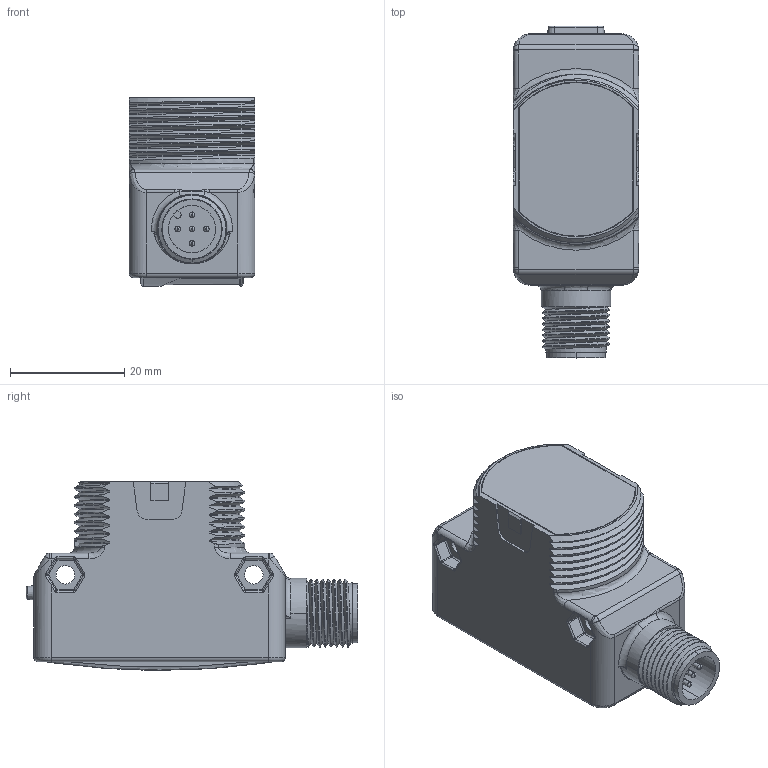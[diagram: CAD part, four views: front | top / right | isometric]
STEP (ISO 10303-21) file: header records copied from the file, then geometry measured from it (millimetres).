
FILE_DESCRIPTION((''),'2;1');
FILE_NAME('140585_SW','2008-06-02T',('banengservice'),('BANNER ENGINEERING'),'PRO/ENGINEER BY PARAMETRIC TECHNOLOGY CORPORATION, 2006170','PRO/ENGINEER BY PARAMETRIC TECHNOLOGY CORPORATION, 2006170','');
FILE_SCHEMA(('CONFIG_CONTROL_DESIGN'));
Length unit declared in the file: inch
Products named in the file (1): 140585_SW
Bounding box: 22 x 58.13 x 33 mm (x, y, z)
Volume: 26003.4 mm3; surface area: 8685.9 mm2
Topology: 1 solids, 1 shells, 484 faces, 1167 edges, 691 vertices
Faces by surface type: cylinder 200, plane 100, bspline 98, torus 47, sphere 32, cone 7
Entity records: 21926 total; most frequent: CARTESIAN_POINT 11336, ORIENTED_EDGE 2330, DIRECTION 2023, EDGE_CURVE 1165, AXIS2_PLACEMENT_3D 779, VERTEX_POINT 691, EDGE_LOOP 500, FACE_OUTER_BOUND 484
